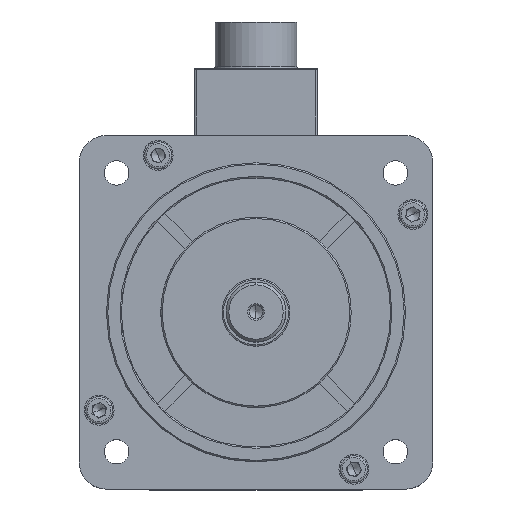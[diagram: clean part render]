
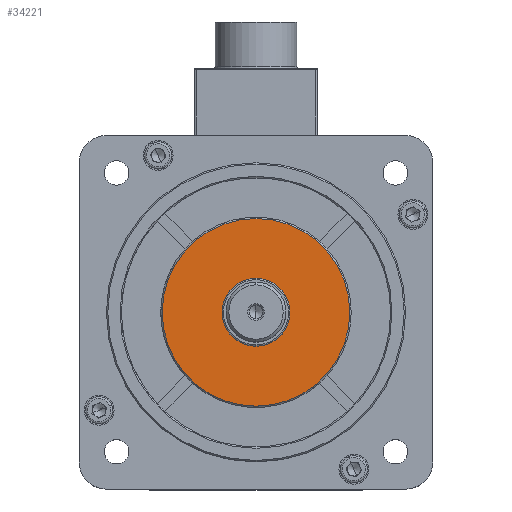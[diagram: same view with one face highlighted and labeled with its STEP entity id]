
A CAD part, top view. The second image highlights one B-rep face of the part: STEP entity #34221.
In plain terms, the highlighted planar face has unit normal (0, 0, 1).
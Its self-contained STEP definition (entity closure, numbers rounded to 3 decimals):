
#708 = PLANE ( 'NONE',  #13148 ) ;
#5124 = VERTEX_POINT ( 'NONE', #33681 ) ;
#6224 = EDGE_CURVE ( 'NONE', #5124, #9510, #32187, .T. ) ;
#6512 = DIRECTION ( 'NONE',  ( 1., 0., 0. ) ) ;
#9206 = CARTESIAN_POINT ( 'NONE',  ( 201.359, 86.541, 113.207 ) ) ;
#9510 = VERTEX_POINT ( 'NONE', #12078 ) ;
#12078 = CARTESIAN_POINT ( 'NONE',  ( 166.859, 86.541, 113.207 ) ) ;
#13148 = AXIS2_PLACEMENT_3D ( 'NONE', #9206, #34091, #6512 ) ;
#15171 = CIRCLE ( 'NONE', #24354, 34.5 ) ;
#16369 = DIRECTION ( 'NONE',  ( 1., 0., 0. ) ) ;
#16634 = AXIS2_PLACEMENT_3D ( 'NONE', #27352, #21936, #16369 ) ;
#17257 = DIRECTION ( 'NONE',  ( 0., 0., 1. ) ) ;
#17490 = ORIENTED_EDGE ( 'NONE', *, *, #23393, .T. ) ;
#17598 = EDGE_LOOP ( 'NONE', ( #17490, #26628 ) ) ;
#21936 = DIRECTION ( 'NONE',  ( 0., 0., 1. ) ) ;
#23393 = EDGE_CURVE ( 'NONE', #9510, #5124, #15171, .T. ) ;
#24354 = AXIS2_PLACEMENT_3D ( 'NONE', #25339, #17257, #25167 ) ;
#25167 = DIRECTION ( 'NONE',  ( 1., 0., 0. ) ) ;
#25339 = CARTESIAN_POINT ( 'NONE',  ( 201.359, 86.541, 113.207 ) ) ;
#26628 = ORIENTED_EDGE ( 'NONE', *, *, #6224, .T. ) ;
#27352 = CARTESIAN_POINT ( 'NONE',  ( 201.359, 86.541, 113.207 ) ) ;
#30834 = FACE_OUTER_BOUND ( 'NONE', #17598, .T. ) ;
#32187 = CIRCLE ( 'NONE', #16634, 34.5 ) ;
#33681 = CARTESIAN_POINT ( 'NONE',  ( 235.859, 86.541, 113.207 ) ) ;
#34091 = DIRECTION ( 'NONE',  ( 0., 0., 1. ) ) ;
#34221 = ADVANCED_FACE ( 'NONE', ( #30834 ), #708, .T. ) ;
